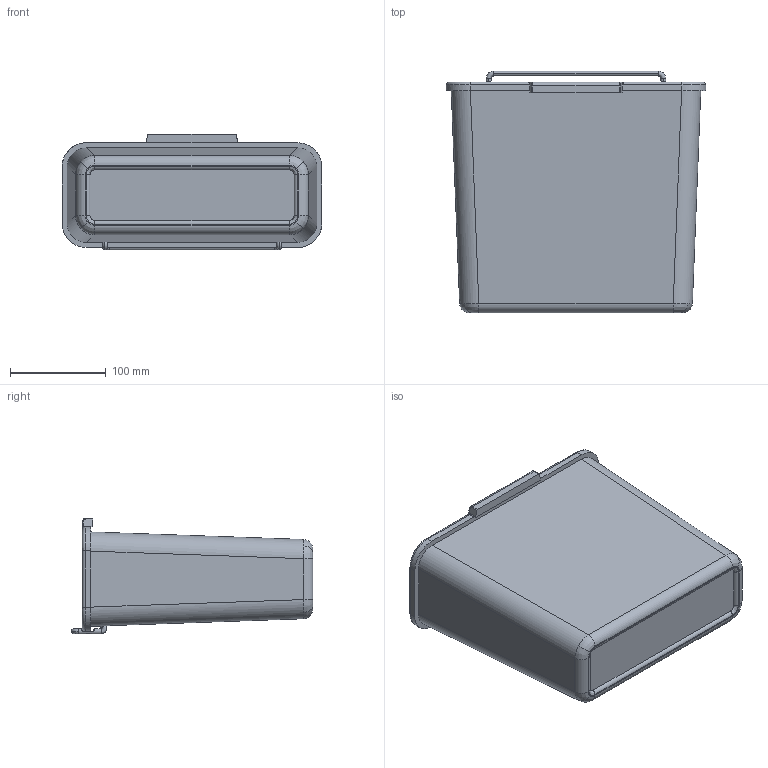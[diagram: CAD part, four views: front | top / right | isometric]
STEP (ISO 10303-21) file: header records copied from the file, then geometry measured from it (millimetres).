
FILE_DESCRIPTION (( 'STEP AP203' ), '1' );
FILE_NAME ('LM 329+LM 522.STEP', '2023-02-22T13:38:51', ( '' ), ( '' ), 'SwSTEP 2.0', 'SolidWorks 2021', '' );
FILE_SCHEMA (( 'CONFIG_CONTROL_DESIGN' ));
Length unit declared in the file: millimetre
Products named in the file (3): LM 329+LM 522; 10633; 10632_Default<As Machined>
Assembly tree (2 placements, depth 2):
  LM 329+LM 522
    10632_Default<As Machined>
    10633
Bounding box: 271 x 252.02 x 120.5 mm (x, y, z)
Volume: 388020.5 mm3; surface area: 357630.2 mm2
Topology: 2 solids, 2 shells, 180 faces, 452 edges, 276 vertices
Faces by surface type: cylinder 72, bspline 60, plane 36, torus 12
Entity records: 9869 total; most frequent: CARTESIAN_POINT 5757, ORIENTED_EDGE 900, DIRECTION 696, EDGE_CURVE 450, VERTEX_POINT 276, AXIS2_PLACEMENT_3D 267, EDGE_LOOP 190, ADVANCED_FACE 180
